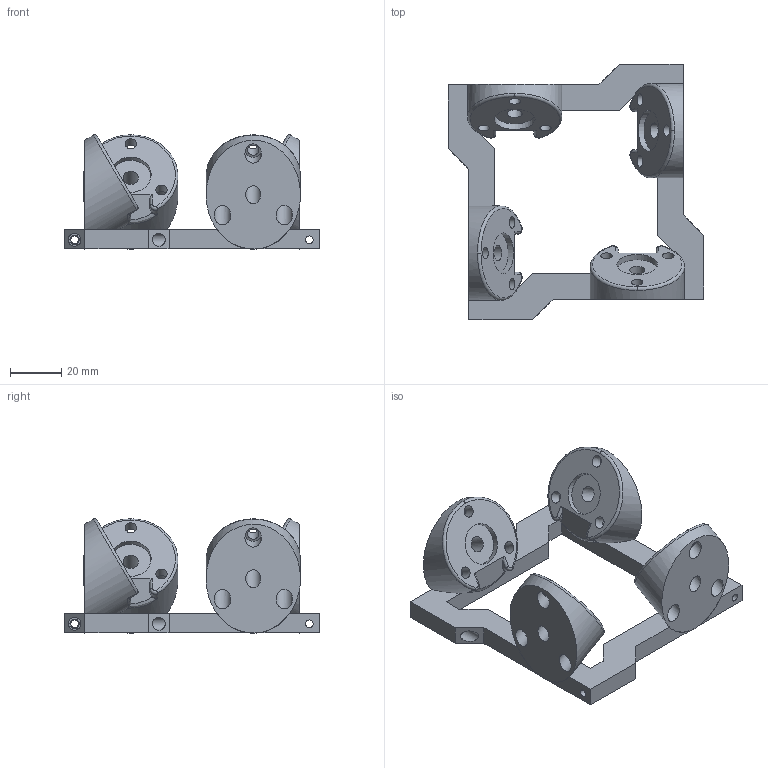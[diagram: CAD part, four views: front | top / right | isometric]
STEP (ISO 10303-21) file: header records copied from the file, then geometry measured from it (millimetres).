
FILE_DESCRIPTION(('FreeCAD Model'),'2;1');
FILE_NAME('Open CASCADE Shape Model','2024-03-31T17:25:46',(''),(''), 'Open CASCADE STEP processor 7.6','FreeCAD','Unknown');
FILE_SCHEMA(('AUTOMOTIVE_DESIGN { 1 0 10303 214 1 1 1 1 }'));
Length unit declared in the file: millimetre
Products named in the file (1): Cut
Bounding box: 100 x 100 x 44.85 mm (x, y, z)
Volume: 79341.1 mm3; surface area: 31089.4 mm2
Topology: 1 solids, 1 shells, 181 faces, 444 edges, 292 vertices
Faces by surface type: plane 101, cylinder 60, torus 16, bspline 4
Full cylindrical faces by diameter (mm): 3 x4, 4.5 x12, 5 x4, 6 x4, 6.5 x12, 16 x4, 37 x4
Entity records: 6304 total; most frequent: CARTESIAN_POINT 1794, DIRECTION 956, ORIENTED_EDGE 888, EDGE_CURVE 444, AXIS2_PLACEMENT_3D 354, VERTEX_POINT 292, FACE_BOUND 250, EDGE_LOOP 250
